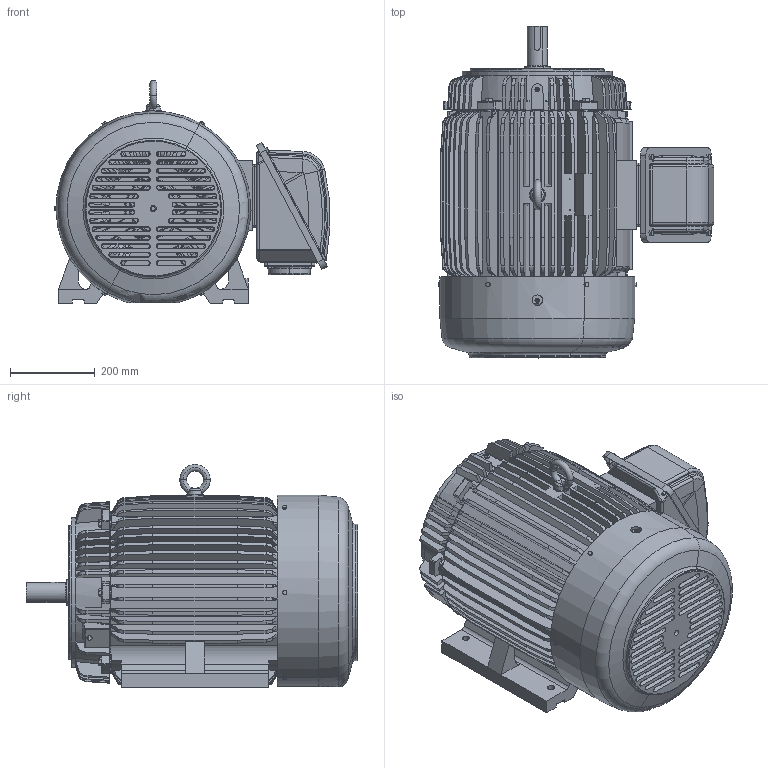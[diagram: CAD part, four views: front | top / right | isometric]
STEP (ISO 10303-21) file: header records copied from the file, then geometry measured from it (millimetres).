
FILE_DESCRIPTION(('CATIA V5 STEP Exchange'),'2;1');
FILE_NAME('364TS-HV-CF_AllCATPart.stp','2012-08-25T07:04:51+00:00',('none'),('none'),'CATIA Version 5 Release 19 SP 9 (IN-10)','CATIA V5 STEP AP203','none');
FILE_SCHEMA(('CONFIG_CONTROL_DESIGN'));
Length unit declared in the file: millimetre
Products named in the file (1): 364TS-HV-CF_AllCATPart
Bounding box: 652.67 x 785.25 x 528 mm (x, y, z)
Volume: 28323950.8 mm3; surface area: 5297272.6 mm2
Topology: 49 solids, 49 shells, 3870 faces, 10522 edges, 6825 vertices
Faces by surface type: plane 1398, torus 861, cylinder 847, cone 688, bspline 42, sphere 34
Entity records: 128559 total; most frequent: CARTESIAN_POINT 44853, ORIENTED_EDGE 20996, DIRECTION 11233, EDGE_CURVE 10498, VERTEX_POINT 6825, AXIS2_PLACEMENT_3D 5894, EDGE_LOOP 4183, CIRCLE 3933
